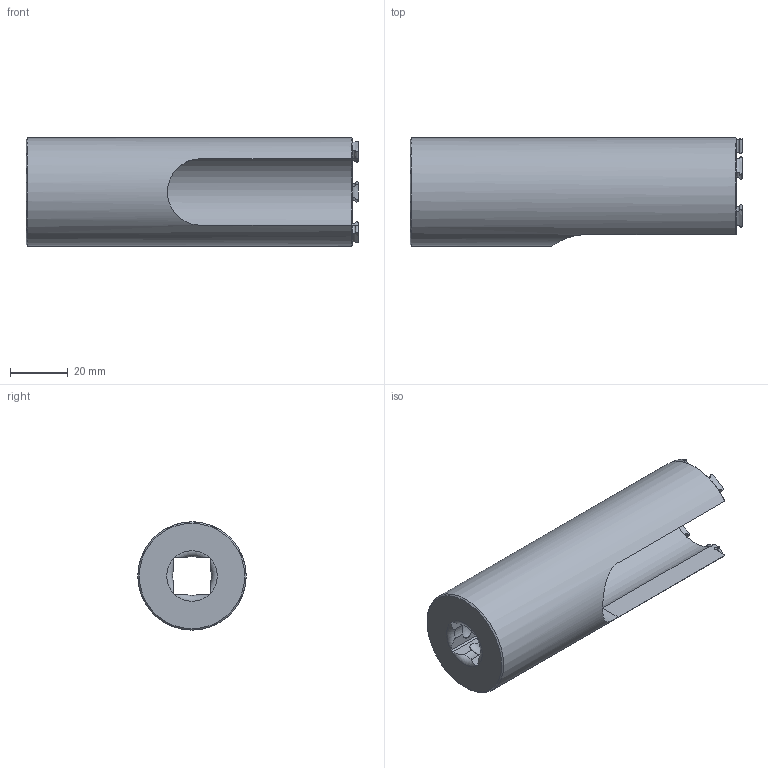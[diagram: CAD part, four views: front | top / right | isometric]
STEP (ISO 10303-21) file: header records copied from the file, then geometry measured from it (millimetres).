
FILE_DESCRIPTION( ( 'Unknown' ), '1' );
FILE_NAME( '715532000-B.stp', 'Unknown', ( 'Unknown' ), ( 'Unknown' ), 'PSStep 15.0.49', 'Unknown', ' ' );
FILE_SCHEMA( ( 'AUTOMOTIVE_DESIGN { 1 0 10303 214 1 1 1 1 }' ) );
Length unit declared in the file: millimetre
Products named in the file (1): 1
Bounding box: 115 x 37.5 x 37.5 mm (x, y, z)
Volume: 61047 mm3; surface area: 21697.8 mm2
Topology: 1 solids, 1 shells, 76 faces, 205 edges, 130 vertices
Faces by surface type: plane 26, torus 25, cylinder 21, cone 4
Full cylindrical faces by diameter (mm): 27.1 x1, 37.5 x1
Entity records: 3691 total; most frequent: CARTESIAN_POINT 1285, ORIENTED_EDGE 392, DIRECTION 354, EDGE_CURVE 196, AXIS2_PLACEMENT_3D 159, VERTEX_POINT 127, EDGE_LOOP 82, CIRCLE 82
